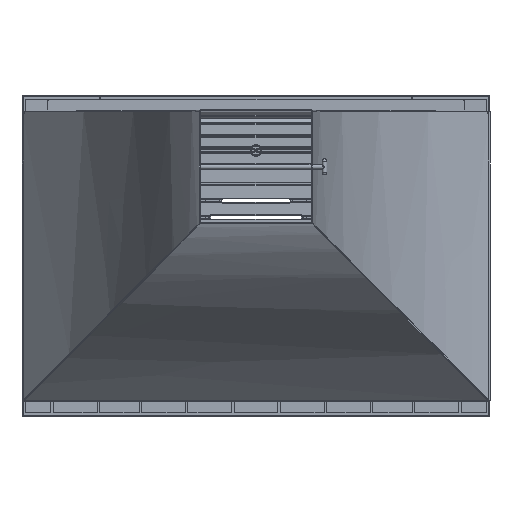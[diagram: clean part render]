
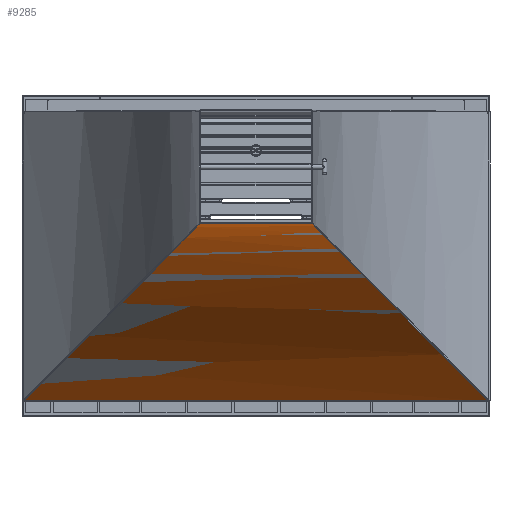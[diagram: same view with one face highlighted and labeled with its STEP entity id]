
A CAD part, top view. The second image highlights one B-rep face of the part: STEP entity #9285.
In plain terms, the highlighted cylindrical face has radius 1398 mm (diameter 2796 mm), a partial arc.
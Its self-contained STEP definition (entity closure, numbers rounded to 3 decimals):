
#9285=ADVANCED_FACE('',(#17631),#17632,.F.);
#17631=FACE_OUTER_BOUND('',#46353,.T.);
#17632=CYLINDRICAL_SURFACE('',#46354,1398.0);
#46353=EDGE_LOOP('',(#66153,#66154,#66155,#66156));
#46354=AXIS2_PLACEMENT_3D('',#66157,#66158,#66159);
#66153=ORIENTED_EDGE('',*,*,#74966,.T.);
#66154=ORIENTED_EDGE('',*,*,#74967,.T.);
#66155=ORIENTED_EDGE('',*,*,#74968,.T.);
#66156=ORIENTED_EDGE('',*,*,#74969,.T.);
#66157=CARTESIAN_POINT('',(3141.534,-2461.163,1133.607));
#66158=DIRECTION('',(-1.0,0.,0.));
#66159=DIRECTION('',(0.,0.917,-0.399));
#74966=EDGE_CURVE('',#87083,#87084,#87085,.T.);
#74967=EDGE_CURVE('',#87084,#87086,#87087,.T.);
#74968=EDGE_CURVE('',#87086,#87088,#87089,.T.);
#74969=EDGE_CURVE('',#87088,#87083,#87090,.T.);
#87083=VERTEX_POINT('',#118582);
#87084=VERTEX_POINT('',#118583);
#87085=B_SPLINE_CURVE_WITH_KNOTS('',3,(#118584,#118585,#118586,#118587,#118588,#118589,#118590,#118591,#118592,#118593,#118594,#118595,#118596,#118597,#118598,#118599,#118600,#118601,#118602,#118603,#118604,#118605,#118606,#118607,#118608,#118609,#118610,#118611,#118612,#118613,#118614,#118615,#118616,#118617,#118618,#118619),.UNSPECIFIED.,.F.,.F.,(4,1,1,1,1,1,1,1,1,1,1,1,1,1,1,1,1,1,1,1,1,1,1,1,1,1,1,1,1,1,1,1,1,4),(0.0,0.003,0.005,0.008,0.011,0.013,0.016,0.023,0.031,0.047,0.063,0.094,0.125,0.187,0.25,0.305,0.36,0.415,0.47,0.5,0.562,0.625,0.687,0.75,0.812,0.875,0.906,0.937,0.953,0.969,0.977,0.984,0.992,1.0),.UNSPECIFIED.);
#87086=VERTEX_POINT('',#118620);
#87087=LINE('',#118621,#118622);
#87088=VERTEX_POINT('',#118623);
#87089=B_SPLINE_CURVE_WITH_KNOTS('',3,(#118624,#118625,#118626,#118627,#118628,#118629,#118630,#118631,#118632,#118633,#118634,#118635,#118636,#118637,#118638,#118639,#118640,#118641,#118642,#118643,#118644,#118645,#118646,#118647,#118648,#118649,#118650,#118651,#118652,#118653,#118654,#118655,#118656,#118657,#118658,#118659,#118660,#118661,#118662),.UNSPECIFIED.,.F.,.F.,(4,1,1,1,1,1,1,1,1,1,1,1,1,1,1,1,1,1,1,1,1,1,1,1,1,1,1,1,1,1,1,1,1,1,1,1,4),(0.0,0.004,0.007,0.011,0.014,0.018,0.021,0.025,0.028,0.031,0.047,0.063,0.094,0.125,0.188,0.25,0.313,0.375,0.438,0.5,0.53,0.589,0.647,0.706,0.765,0.804,0.843,0.882,0.941,0.956,0.971,0.978,0.985,0.989,0.993,0.996,1.0),.UNSPECIFIED.);
#87090=LINE('',#118663,#118664);
#118582=CARTESIAN_POINT('',(3701.534,-1063.163,1133.607));
#118583=CARTESIAN_POINT('',(3256.641,-1508.991,110.0));
#118584=CARTESIAN_POINT('',(3701.534,-1063.163,1133.607));
#118585=CARTESIAN_POINT('',(3701.533,-1063.164,1132.475));
#118586=CARTESIAN_POINT('',(3701.53,-1063.165,1130.229));
#118587=CARTESIAN_POINT('',(3701.517,-1063.178,1126.886));
#118588=CARTESIAN_POINT('',(3701.498,-1063.197,1123.597));
#118589=CARTESIAN_POINT('',(3701.472,-1063.224,1120.362));
#118590=CARTESIAN_POINT('',(3701.439,-1063.258,1117.179));
#118591=CARTESIAN_POINT('',(3701.37,-1063.327,1111.814));
#118592=CARTESIAN_POINT('',(3701.238,-1063.46,1104.248));
#118593=CARTESIAN_POINT('',(3700.919,-1063.779,1091.208));
#118594=CARTESIAN_POINT('',(3700.349,-1064.35,1074.913));
#118595=CARTESIAN_POINT('',(3699.075,-1065.626,1048.895));
#118596=CARTESIAN_POINT('',(3696.803,-1067.901,1016.417));
#118597=CARTESIAN_POINT('',(3691.748,-1072.963,964.859));
#118598=CARTESIAN_POINT('',(3682.758,-1081.965,900.778));
#118599=CARTESIAN_POINT('',(3668.503,-1096.243,828.443));
#118600=CARTESIAN_POINT('',(3651.392,-1113.379,760.287));
#118601=CARTESIAN_POINT('',(3632.248,-1132.554,696.974));
#118602=CARTESIAN_POINT('',(3610.297,-1154.539,635.059));
#118603=CARTESIAN_POINT('',(3589.672,-1175.198,584.478));
#118604=CARTESIAN_POINT('',(3566.408,-1198.503,532.725));
#118605=CARTESIAN_POINT('',(3540.203,-1224.754,479.866));
#118606=CARTESIAN_POINT('',(3505.963,-1259.06,418.784));
#118607=CARTESIAN_POINT('',(3469.037,-1296.058,359.978));
#118608=CARTESIAN_POINT('',(3430.327,-1334.851,304.549));
#118609=CARTESIAN_POINT('',(3389.306,-1375.964,251.444));
#118610=CARTESIAN_POINT('',(3353.889,-1411.47,209.818));
#118611=CARTESIAN_POINT('',(3324.512,-1440.924,177.644));
#118612=CARTESIAN_POINT('',(3305.991,-1459.495,158.278));
#118613=CARTESIAN_POINT('',(3290.93,-1474.599,143.062));
#118614=CARTESIAN_POINT('',(3281.489,-1484.068,133.738));
#118615=CARTESIAN_POINT('',(3273.873,-1491.706,126.345));
#118616=CARTESIAN_POINT('',(3268.296,-1497.301,120.991));
#118617=CARTESIAN_POINT('',(3262.547,-1503.063,115.534));
#118618=CARTESIAN_POINT('',(3258.705,-1506.918,111.934));
#118619=CARTESIAN_POINT('',(3256.641,-1508.991,110.));
#118620=CARTESIAN_POINT('',(4426.428,-1508.991,110.0));
#118621=CARTESIAN_POINT('',(3141.534,-1508.991,110.0));
#118622=VECTOR('',#126326,1.0);
#118623=CARTESIAN_POINT('',(3981.534,-1063.163,1133.607));
#118624=CARTESIAN_POINT('',(4426.428,-1508.991,110.));
#118625=CARTESIAN_POINT('',(4425.543,-1508.103,110.827));
#118626=CARTESIAN_POINT('',(4423.781,-1506.334,112.475));
#118627=CARTESIAN_POINT('',(4421.155,-1503.699,114.946));
#118628=CARTESIAN_POINT('',(4418.555,-1501.091,117.404));
#118629=CARTESIAN_POINT('',(4415.981,-1498.509,119.849));
#118630=CARTESIAN_POINT('',(4413.434,-1495.955,122.28));
#118631=CARTESIAN_POINT('',(4410.914,-1493.428,124.698));
#118632=CARTESIAN_POINT('',(4408.42,-1490.928,127.103));
#118633=CARTESIAN_POINT('',(4405.953,-1488.454,129.493));
#118634=CARTESIAN_POINT('',(4400.507,-1482.992,134.797));
#118635=CARTESIAN_POINT('',(4392.139,-1474.599,143.061));
#118636=CARTESIAN_POINT('',(4377.078,-1459.496,158.277));
#118637=CARTESIAN_POINT('',(4358.558,-1440.925,177.643));
#118638=CARTESIAN_POINT('',(4329.181,-1411.471,209.816));
#118639=CARTESIAN_POINT('',(4293.764,-1375.966,251.442));
#118640=CARTESIAN_POINT('',(4252.744,-1334.854,304.545));
#118641=CARTESIAN_POINT('',(4214.035,-1296.06,359.974));
#118642=CARTESIAN_POINT('',(4177.109,-1259.063,418.779));
#118643=CARTESIAN_POINT('',(4142.869,-1224.757,479.86));
#118644=CARTESIAN_POINT('',(4116.663,-1198.505,532.72));
#118645=CARTESIAN_POINT('',(4092.801,-1174.603,585.801));
#118646=CARTESIAN_POINT('',(4071.156,-1152.921,639.12));
#118647=CARTESIAN_POINT('',(4048.011,-1129.74,705.39));
#118648=CARTESIAN_POINT('',(4028.085,-1109.781,773.232));
#118649=CARTESIAN_POINT('',(4013.212,-1094.887,835.426));
#118650=CARTESIAN_POINT('',(4002.499,-1084.158,890.612));
#118651=CARTESIAN_POINT('',(3994.906,-1076.554,938.558));
#118652=CARTESIAN_POINT('',(3987.972,-1069.61,994.907));
#118653=CARTESIAN_POINT('',(3984.277,-1065.909,1041.621));
#118654=CARTESIAN_POINT('',(3982.584,-1064.214,1078.377));
#118655=CARTESIAN_POINT('',(3982.079,-1063.709,1093.713));
#118656=CARTESIAN_POINT('',(3981.797,-1063.426,1105.984));
#118657=CARTESIAN_POINT('',(3981.67,-1063.299,1113.659));
#118658=CARTESIAN_POINT('',(3981.6,-1063.229,1119.795));
#118659=CARTESIAN_POINT('',(3981.563,-1063.193,1124.203));
#118660=CARTESIAN_POINT('',(3981.542,-1063.168,1128.806));
#118661=CARTESIAN_POINT('',(3981.537,-1063.165,1131.876));
#118662=CARTESIAN_POINT('',(3981.534,-1063.163,1133.607));
#118663=CARTESIAN_POINT('',(3911.534,-1063.163,1133.607));
#118664=VECTOR('',#126327,1.0);
#126326=DIRECTION('',(1.0,0.0,0.0));
#126327=DIRECTION('',(-1.0,0.0,0.0));
